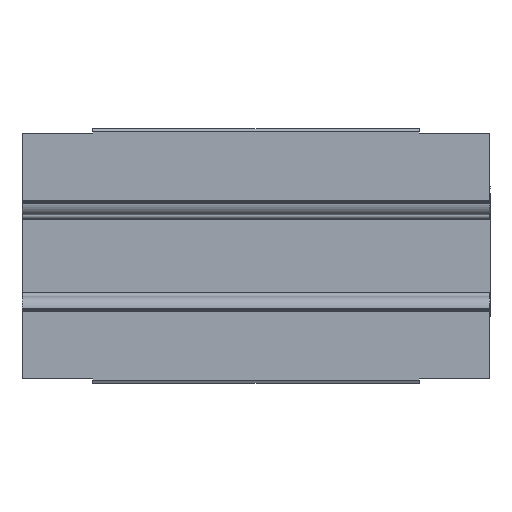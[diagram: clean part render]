
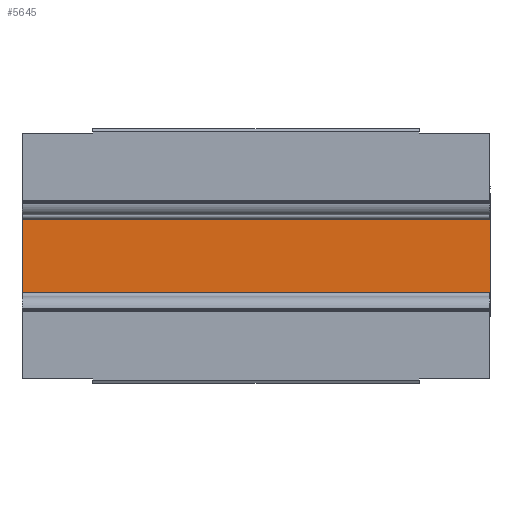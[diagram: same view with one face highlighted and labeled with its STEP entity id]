
A CAD part, front view. The second image highlights one B-rep face of the part: STEP entity #5645.
In plain terms, the highlighted planar face has unit normal (0, -1, 0).
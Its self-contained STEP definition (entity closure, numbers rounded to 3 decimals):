
#1791 = CARTESIAN_POINT ( 'NONE',  ( -34.4, 4.7, 3.2 ) ) ;
#1792 = CARTESIAN_POINT ( 'NONE',  ( -34.4, 4.7, -3.2 ) ) ;
#1833 = CARTESIAN_POINT ( 'NONE',  ( -65.6, 4.7, -3.2 ) ) ;
#1834 = CARTESIAN_POINT ( 'NONE',  ( -65.6, 4.7, 3.2 ) ) ;
#1894 = ORIENTED_EDGE ( 'NONE', *, *, #3604, .T. ) ;
#1931 = ORIENTED_EDGE ( 'NONE', *, *, #3587, .T. ) ;
#1943 = ORIENTED_EDGE ( 'NONE', *, *, #3639, .T. ) ;
#2054 = ORIENTED_EDGE ( 'NONE', *, *, #7448, .T. ) ;
#3010 = CARTESIAN_POINT ( 'NONE',  ( -200., 4.7, 3.5 ) ) ;
#3011 = PLANE ( 'NONE',  #14742 ) ;
#3013 = DIRECTION ( 'NONE',  ( 0., 1., 0. ) ) ;
#3014 = DIRECTION ( 'NONE',  ( 0., 0., 1. ) ) ;
#3401 = VERTEX_POINT ( 'NONE', #1791 ) ;
#3402 = VERTEX_POINT ( 'NONE', #1792 ) ;
#3443 = VERTEX_POINT ( 'NONE', #1833 ) ;
#3444 = VERTEX_POINT ( 'NONE', #1834 ) ;
#3587 = EDGE_CURVE ( 'NONE', #3401, #3444, #11551, .T. ) ;
#3604 = EDGE_CURVE ( 'NONE', #3443, #3402, #11574, .T. ) ;
#3639 = EDGE_CURVE ( 'NONE', #3444, #3443, #11598, .T. ) ;
#5055 = EDGE_LOOP ( 'NONE', ( #1943, #1894, #2054, #1931 ) ) ;
#5645 = ADVANCED_FACE ( 'NONE', ( #10463 ), #3011, .F. ) ;
#7448 = EDGE_CURVE ( 'NONE', #3402, #3401, #10791, .T. ) ;
#10463 = FACE_OUTER_BOUND ( 'NONE', #5055, .T. ) ;
#10791 = LINE ( 'NONE', #13030, #10794 ) ;
#10794 = VECTOR ( 'NONE', #13032, 1000. ) ;
#11049 = CARTESIAN_POINT ( 'NONE',  ( -65.6, 4.7, 3.2 ) ) ;
#11058 = DIRECTION ( 'NONE',  ( -1., 0., 0. ) ) ;
#11093 = CARTESIAN_POINT ( 'NONE',  ( -34.4, 4.7, -3.2 ) ) ;
#11107 = DIRECTION ( 'NONE',  ( 1., 0., 0. ) ) ;
#11405 = CARTESIAN_POINT ( 'NONE',  ( -65.6, 4.7, -3.5 ) ) ;
#11406 = DIRECTION ( 'NONE',  ( 0., 0., -1. ) ) ;
#11551 = LINE ( 'NONE', #11049, #11553 ) ;
#11553 = VECTOR ( 'NONE', #11058, 1000. ) ;
#11571 = VECTOR ( 'NONE', #11107, 1000. ) ;
#11574 = LINE ( 'NONE', #11093, #11571 ) ;
#11596 = VECTOR ( 'NONE', #11406, 1000. ) ;
#11598 = LINE ( 'NONE', #11405, #11596 ) ;
#13030 = CARTESIAN_POINT ( 'NONE',  ( -34.4, 4.7, -3.5 ) ) ;
#13032 = DIRECTION ( 'NONE',  ( 0., 0., 1. ) ) ;
#14742 = AXIS2_PLACEMENT_3D ( 'NONE', #3010, #3013, #3014 ) ;
